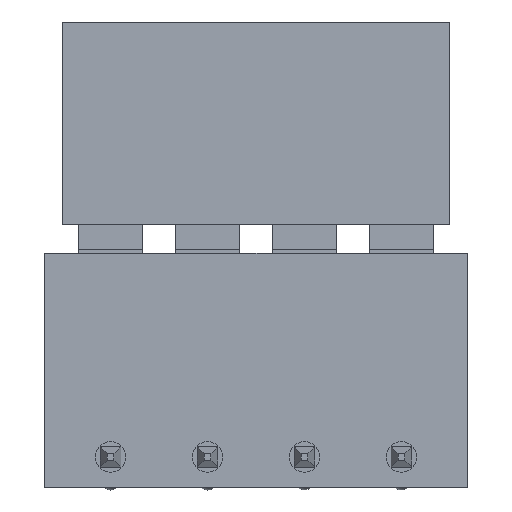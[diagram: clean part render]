
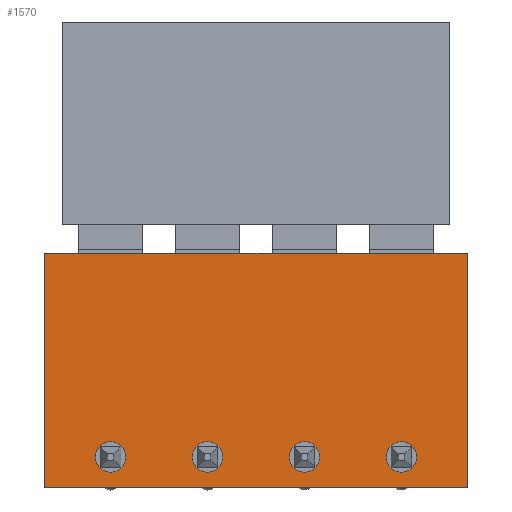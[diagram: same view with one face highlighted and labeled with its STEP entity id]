
A CAD part, front view. The second image highlights one B-rep face of the part: STEP entity #1570.
In plain terms, the highlighted planar face has unit normal (0, -1, 0).
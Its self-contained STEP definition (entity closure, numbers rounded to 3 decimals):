
#273 = DIRECTION ( 'NONE',  ( 0., 1., 0. ) ) ;
#296 = DIRECTION ( 'NONE',  ( 0., 1., 0. ) ) ;
#400 = CARTESIAN_POINT ( 'NONE',  ( 14.03, 0., -4. ) ) ;
#689 = EDGE_LOOP ( 'NONE', ( #14358, #17736, #7558, #14152 ) ) ;
#816 = CARTESIAN_POINT ( 'NONE',  ( 2., 0., -4. ) ) ;
#939 = DIRECTION ( 'NONE',  ( 1., 0., 0. ) ) ;
#1036 = CARTESIAN_POINT ( 'NONE',  ( 16.63, 0., -2.1 ) ) ;
#1143 = CARTESIAN_POINT ( 'NONE',  ( 0., 0., 4. ) ) ;
#1263 = EDGE_LOOP ( 'NONE', ( #13665, #9587 ) ) ;
#1561 = FACE_BOUND ( 'NONE', #9305, .T. ) ;
#1570 = ADVANCED_FACE ( 'NONE', ( #21570, #4537, #4750, #1561, #21244 ), #11193, .T. ) ;
#1902 = CARTESIAN_POINT ( 'NONE',  ( 2.6, 0., -4. ) ) ;
#2259 = AXIS2_PLACEMENT_3D ( 'NONE', #1902, #15436, #12170 ) ;
#2415 = CARTESIAN_POINT ( 'NONE',  ( 2.6, 0., -4. ) ) ;
#2433 = CARTESIAN_POINT ( 'NONE',  ( 6.41, 0., 4. ) ) ;
#2534 = DIRECTION ( 'NONE',  ( 0., 1., 0. ) ) ;
#2827 = CARTESIAN_POINT ( 'NONE',  ( 16.63, 0., -5.2 ) ) ;
#2945 = CARTESIAN_POINT ( 'NONE',  ( 10.22, 0., -4. ) ) ;
#2977 = AXIS2_PLACEMENT_3D ( 'NONE', #12065, #11852, #17055 ) ;
#3113 = EDGE_CURVE ( 'NONE', #12296, #12515, #5487, .T. ) ;
#3390 = CIRCLE ( 'NONE', #21161, 0.6 ) ;
#3563 = EDGE_LOOP ( 'NONE', ( #18149, #19920 ) ) ;
#3600 = CIRCLE ( 'NONE', #8455, 0.6 ) ;
#3854 = DIRECTION ( 'NONE',  ( 1., 0., 0. ) ) ;
#3900 = VERTEX_POINT ( 'NONE', #7420 ) ;
#3986 = CIRCLE ( 'NONE', #15800, 0.6 ) ;
#4358 = DIRECTION ( 'NONE',  ( 0., 0., 1. ) ) ;
#4537 = FACE_BOUND ( 'NONE', #3563, .T. ) ;
#4750 = FACE_BOUND ( 'NONE', #5830, .T. ) ;
#4755 = VERTEX_POINT ( 'NONE', #5112 ) ;
#5112 = CARTESIAN_POINT ( 'NONE',  ( 13.43, 0., -4. ) ) ;
#5145 = DIRECTION ( 'NONE',  ( 1., 0., 0. ) ) ;
#5271 = VECTOR ( 'NONE', #4358, 1000. ) ;
#5487 = LINE ( 'NONE', #12151, #14974 ) ;
#5628 = EDGE_CURVE ( 'NONE', #14980, #11995, #7513, .T. ) ;
#5830 = EDGE_LOOP ( 'NONE', ( #21113, #17494 ) ) ;
#6028 = VERTEX_POINT ( 'NONE', #21023 ) ;
#6094 = ORIENTED_EDGE ( 'NONE', *, *, #5628, .T. ) ;
#6097 = CARTESIAN_POINT ( 'NONE',  ( 10.82, 0., -4. ) ) ;
#6451 = AXIS2_PLACEMENT_3D ( 'NONE', #9359, #12947, #939 ) ;
#6898 = DIRECTION ( 'NONE',  ( 0., 1., 0. ) ) ;
#7015 = CARTESIAN_POINT ( 'NONE',  ( 6.41, 0., -4. ) ) ;
#7187 = LINE ( 'NONE', #2433, #12988 ) ;
#7420 = CARTESIAN_POINT ( 'NONE',  ( 14.63, 0., -4. ) ) ;
#7513 = CIRCLE ( 'NONE', #2259, 0.6 ) ;
#7549 = AXIS2_PLACEMENT_3D ( 'NONE', #2415, #8780, #19025 ) ;
#7558 = ORIENTED_EDGE ( 'NONE', *, *, #3113, .T. ) ;
#7745 = CARTESIAN_POINT ( 'NONE',  ( 16.63, 0., 4. ) ) ;
#8455 = AXIS2_PLACEMENT_3D ( 'NONE', #17511, #2534, #20679 ) ;
#8780 = DIRECTION ( 'NONE',  ( 0., 1., 0. ) ) ;
#9305 = EDGE_LOOP ( 'NONE', ( #15625, #6094 ) ) ;
#9359 = CARTESIAN_POINT ( 'NONE',  ( 14.03, 0., -4. ) ) ;
#9394 = EDGE_CURVE ( 'NONE', #12515, #16744, #11104, .T. ) ;
#9587 = ORIENTED_EDGE ( 'NONE', *, *, #13206, .T. ) ;
#9952 = CARTESIAN_POINT ( 'NONE',  ( 0., 0., -5.2 ) ) ;
#10159 = AXIS2_PLACEMENT_3D ( 'NONE', #2945, #11362, #19645 ) ;
#10200 = EDGE_CURVE ( 'NONE', #16744, #10644, #7187, .T. ) ;
#10644 = VERTEX_POINT ( 'NONE', #1143 ) ;
#10778 = EDGE_CURVE ( 'NONE', #11739, #6028, #3600, .T. ) ;
#11070 = VERTEX_POINT ( 'NONE', #15574 ) ;
#11104 = LINE ( 'NONE', #1036, #5271 ) ;
#11193 = PLANE ( 'NONE',  #2977 ) ;
#11362 = DIRECTION ( 'NONE',  ( 0., 1., 0. ) ) ;
#11655 = AXIS2_PLACEMENT_3D ( 'NONE', #7015, #6898, #5145 ) ;
#11681 = CARTESIAN_POINT ( 'NONE',  ( 6.41, 0., -4. ) ) ;
#11739 = VERTEX_POINT ( 'NONE', #6097 ) ;
#11852 = DIRECTION ( 'NONE',  ( 0., -1., 0. ) ) ;
#11995 = VERTEX_POINT ( 'NONE', #20797 ) ;
#12065 = CARTESIAN_POINT ( 'NONE',  ( 6.41, 0., -2.1 ) ) ;
#12125 = CARTESIAN_POINT ( 'NONE',  ( 0., 0., -2.1 ) ) ;
#12151 = CARTESIAN_POINT ( 'NONE',  ( 6.41, 0., -5.2 ) ) ;
#12170 = DIRECTION ( 'NONE',  ( 1., 0., 0. ) ) ;
#12296 = VERTEX_POINT ( 'NONE', #9952 ) ;
#12379 = EDGE_CURVE ( 'NONE', #11070, #20588, #13748, .T. ) ;
#12515 = VERTEX_POINT ( 'NONE', #2827 ) ;
#12622 = EDGE_CURVE ( 'NONE', #20588, #11070, #3986, .T. ) ;
#12947 = DIRECTION ( 'NONE',  ( 0., 1., 0. ) ) ;
#12988 = VECTOR ( 'NONE', #20473, 1000. ) ;
#13206 = EDGE_CURVE ( 'NONE', #4755, #3900, #21450, .T. ) ;
#13665 = ORIENTED_EDGE ( 'NONE', *, *, #14293, .T. ) ;
#13748 = CIRCLE ( 'NONE', #11655, 0.6 ) ;
#14132 = CIRCLE ( 'NONE', #7549, 0.6 ) ;
#14152 = ORIENTED_EDGE ( 'NONE', *, *, #9394, .T. ) ;
#14218 = EDGE_CURVE ( 'NONE', #10644, #12296, #18561, .T. ) ;
#14293 = EDGE_CURVE ( 'NONE', #3900, #4755, #3390, .T. ) ;
#14358 = ORIENTED_EDGE ( 'NONE', *, *, #10200, .T. ) ;
#14974 = VECTOR ( 'NONE', #3854, 1000. ) ;
#14980 = VERTEX_POINT ( 'NONE', #816 ) ;
#15186 = CARTESIAN_POINT ( 'NONE',  ( 5.81, 0., -4. ) ) ;
#15269 = DIRECTION ( 'NONE',  ( 1., 0., 0. ) ) ;
#15436 = DIRECTION ( 'NONE',  ( 0., 1., 0. ) ) ;
#15574 = CARTESIAN_POINT ( 'NONE',  ( 7.01, 0., -4. ) ) ;
#15625 = ORIENTED_EDGE ( 'NONE', *, *, #20402, .T. ) ;
#15800 = AXIS2_PLACEMENT_3D ( 'NONE', #11681, #273, #18535 ) ;
#16744 = VERTEX_POINT ( 'NONE', #7745 ) ;
#17055 = DIRECTION ( 'NONE',  ( 1., 0., 0. ) ) ;
#17494 = ORIENTED_EDGE ( 'NONE', *, *, #12622, .T. ) ;
#17511 = CARTESIAN_POINT ( 'NONE',  ( 10.22, 0., -4. ) ) ;
#17690 = EDGE_CURVE ( 'NONE', #6028, #11739, #21327, .T. ) ;
#17736 = ORIENTED_EDGE ( 'NONE', *, *, #14218, .T. ) ;
#18149 = ORIENTED_EDGE ( 'NONE', *, *, #10778, .T. ) ;
#18535 = DIRECTION ( 'NONE',  ( 1., 0., 0. ) ) ;
#18561 = LINE ( 'NONE', #12125, #20098 ) ;
#18669 = DIRECTION ( 'NONE',  ( 0., 0., -1. ) ) ;
#19025 = DIRECTION ( 'NONE',  ( 1., 0., 0. ) ) ;
#19645 = DIRECTION ( 'NONE',  ( 1., 0., 0. ) ) ;
#19920 = ORIENTED_EDGE ( 'NONE', *, *, #17690, .T. ) ;
#20098 = VECTOR ( 'NONE', #18669, 1000. ) ;
#20402 = EDGE_CURVE ( 'NONE', #11995, #14980, #14132, .T. ) ;
#20473 = DIRECTION ( 'NONE',  ( -1., 0., 0. ) ) ;
#20588 = VERTEX_POINT ( 'NONE', #15186 ) ;
#20679 = DIRECTION ( 'NONE',  ( 1., 0., 0. ) ) ;
#20797 = CARTESIAN_POINT ( 'NONE',  ( 3.2, 0., -4. ) ) ;
#21023 = CARTESIAN_POINT ( 'NONE',  ( 9.62, 0., -4. ) ) ;
#21113 = ORIENTED_EDGE ( 'NONE', *, *, #12379, .T. ) ;
#21161 = AXIS2_PLACEMENT_3D ( 'NONE', #400, #296, #15269 ) ;
#21244 = FACE_OUTER_BOUND ( 'NONE', #689, .T. ) ;
#21327 = CIRCLE ( 'NONE', #10159, 0.6 ) ;
#21450 = CIRCLE ( 'NONE', #6451, 0.6 ) ;
#21570 = FACE_BOUND ( 'NONE', #1263, .T. ) ;
